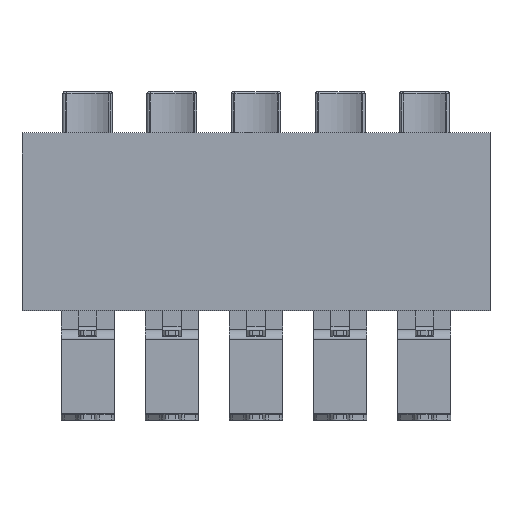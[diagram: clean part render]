
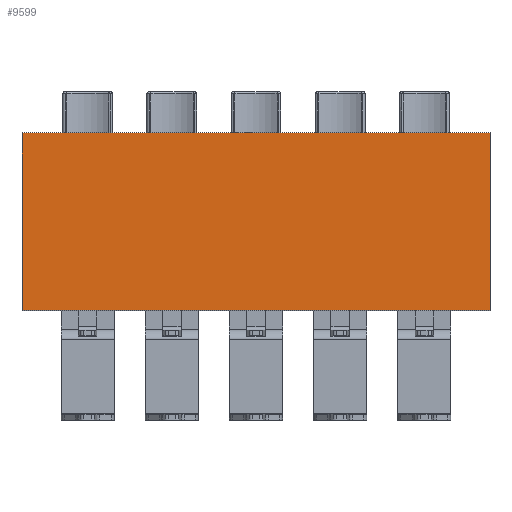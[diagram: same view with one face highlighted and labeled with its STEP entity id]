
A CAD part, top view. The second image highlights one B-rep face of the part: STEP entity #9599.
In plain terms, the highlighted planar face has unit normal (0, 0, 1).
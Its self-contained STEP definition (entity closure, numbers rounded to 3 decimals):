
#9129 = VERTEX_POINT('',#9130);
#9130 = CARTESIAN_POINT('',(7.081,1.888,
    -1.7));
#9136 = EDGE_CURVE('',#9129,#9137,#9139,.T.);
#9137 = VERTEX_POINT('',#9138);
#9138 = CARTESIAN_POINT('',(-7.039,1.888,
    -1.7));
#9139 = LINE('',#9140,#9141);
#9140 = CARTESIAN_POINT('',(-3.789,1.888,
    -1.7));
#9141 = VECTOR('',#9142,1.);
#9142 = DIRECTION('',(-1.,0.,0.));
#9158 = EDGE_CURVE('',#9159,#9137,#9161,.T.);
#9159 = VERTEX_POINT('',#9160);
#9160 = CARTESIAN_POINT('',(-7.039,7.238,
    -1.7));
#9161 = LINE('',#9162,#9163);
#9162 = CARTESIAN_POINT('',(-7.039,8.398,
    -1.7));
#9163 = VECTOR('',#9164,1.);
#9164 = DIRECTION('',(0.,-1.,0.));
#9198 = EDGE_CURVE('',#9159,#9199,#9201,.T.);
#9199 = VERTEX_POINT('',#9200);
#9200 = CARTESIAN_POINT('',(7.081,7.238,
    -1.7));
#9201 = LINE('',#9202,#9203);
#9202 = CARTESIAN_POINT('',(-0.539,7.238,
    -1.7));
#9203 = VECTOR('',#9204,1.);
#9204 = DIRECTION('',(1.,0.,0.));
#9599 = ADVANCED_FACE('',(#9600),#9611,.T.);
#9600 = FACE_BOUND('',#9601,.T.);
#9601 = EDGE_LOOP('',(#9602,#9603,#9609,#9610));
#9602 = ORIENTED_EDGE('',*,*,#9136,.F.);
#9603 = ORIENTED_EDGE('',*,*,#9604,.F.);
#9604 = EDGE_CURVE('',#9199,#9129,#9605,.T.);
#9605 = LINE('',#9606,#9607);
#9606 = CARTESIAN_POINT('',(7.081,8.398,
    -1.7));
#9607 = VECTOR('',#9608,1.);
#9608 = DIRECTION('',(0.,-1.,0.));
#9609 = ORIENTED_EDGE('',*,*,#9198,.F.);
#9610 = ORIENTED_EDGE('',*,*,#9158,.T.);
#9611 = PLANE('',#9612);
#9612 = AXIS2_PLACEMENT_3D('',#9613,#9614,#9615);
#9613 = CARTESIAN_POINT('',(-7730.136,-618.496,
    -1.7));
#9614 = DIRECTION('',(0.,0.,1.));
#9615 = DIRECTION('',(1.,0.,0.));
